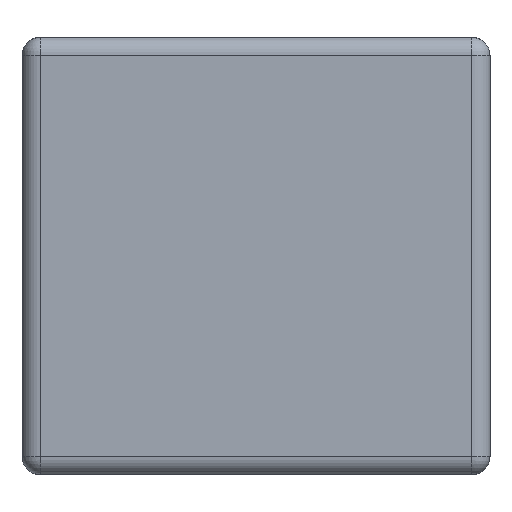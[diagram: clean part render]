
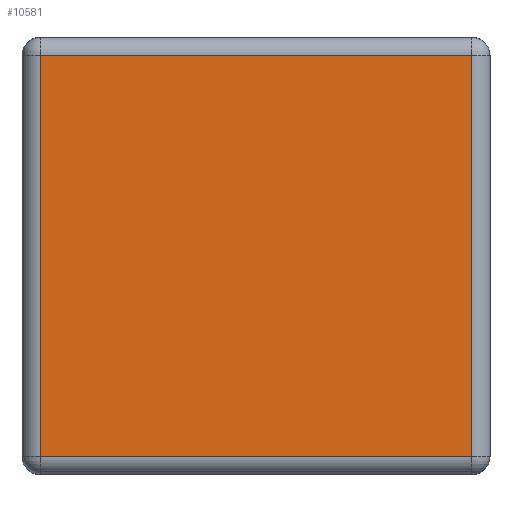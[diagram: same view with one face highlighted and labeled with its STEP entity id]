
A CAD part, left-side view. The second image highlights one B-rep face of the part: STEP entity #10581.
In plain terms, the highlighted planar face has unit normal (-1, 0, 0).
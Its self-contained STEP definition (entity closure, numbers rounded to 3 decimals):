
#188 = EDGE_CURVE ( 'NONE', #8179, #3184, #4104, .T. ) ;
#385 = DIRECTION ( 'NONE',  ( 0., 0., 1. ) ) ;
#548 = LINE ( 'NONE', #8521, #10453 ) ;
#721 = CARTESIAN_POINT ( 'NONE',  ( -23.5, -4.5, 18. ) ) ;
#763 = EDGE_CURVE ( 'NONE', #3184, #12599, #1517, .T. ) ;
#764 = CARTESIAN_POINT ( 'NONE',  ( -23.5, 32.5, 18. ) ) ;
#1095 = EDGE_LOOP ( 'NONE', ( #5266, #1476, #1856, #4443 ) ) ;
#1476 = ORIENTED_EDGE ( 'NONE', *, *, #3075, .T. ) ;
#1517 = LINE ( 'NONE', #3863, #9359 ) ;
#1856 = ORIENTED_EDGE ( 'NONE', *, *, #188, .T. ) ;
#2764 = DIRECTION ( 'NONE',  ( 1., 0., 0. ) ) ;
#2922 = LINE ( 'NONE', #12121, #11846 ) ;
#3075 = EDGE_CURVE ( 'NONE', #6952, #8179, #2922, .T. ) ;
#3184 = VERTEX_POINT ( 'NONE', #7311 ) ;
#3343 = CARTESIAN_POINT ( 'NONE',  ( -23.5, -3., -16.5 ) ) ;
#3863 = CARTESIAN_POINT ( 'NONE',  ( -23.5, -4.5, -16.5 ) ) ;
#3956 = DIRECTION ( 'NONE',  ( 0., 0., 1. ) ) ;
#4104 = LINE ( 'NONE', #764, #7159 ) ;
#4443 = ORIENTED_EDGE ( 'NONE', *, *, #763, .T. ) ;
#4919 = DIRECTION ( 'NONE',  ( 0., -1., 0. ) ) ;
#5266 = ORIENTED_EDGE ( 'NONE', *, *, #13013, .T. ) ;
#5973 = DIRECTION ( 'NONE',  ( 0., 1., 0. ) ) ;
#6952 = VERTEX_POINT ( 'NONE', #8959 ) ;
#7159 = VECTOR ( 'NONE', #8897, 1000. ) ;
#7311 = CARTESIAN_POINT ( 'NONE',  ( -23.5, 32.5, -16.5 ) ) ;
#8179 = VERTEX_POINT ( 'NONE', #11546 ) ;
#8521 = CARTESIAN_POINT ( 'NONE',  ( -23.5, -3., 18. ) ) ;
#8819 = PLANE ( 'NONE',  #8912 ) ;
#8897 = DIRECTION ( 'NONE',  ( 0., 0., -1. ) ) ;
#8912 = AXIS2_PLACEMENT_3D ( 'NONE', #721, #2764, #3956 ) ;
#8959 = CARTESIAN_POINT ( 'NONE',  ( -23.5, -3., 16.5 ) ) ;
#9359 = VECTOR ( 'NONE', #4919, 1000. ) ;
#9553 = FACE_OUTER_BOUND ( 'NONE', #1095, .T. ) ;
#10453 = VECTOR ( 'NONE', #385, 1000. ) ;
#10581 = ADVANCED_FACE ( 'NONE', ( #9553 ), #8819, .F. ) ;
#11546 = CARTESIAN_POINT ( 'NONE',  ( -23.5, 32.5, 16.5 ) ) ;
#11846 = VECTOR ( 'NONE', #5973, 1000. ) ;
#12121 = CARTESIAN_POINT ( 'NONE',  ( -23.5, -4.5, 16.5 ) ) ;
#12599 = VERTEX_POINT ( 'NONE', #3343 ) ;
#13013 = EDGE_CURVE ( 'NONE', #12599, #6952, #548, .T. ) ;
